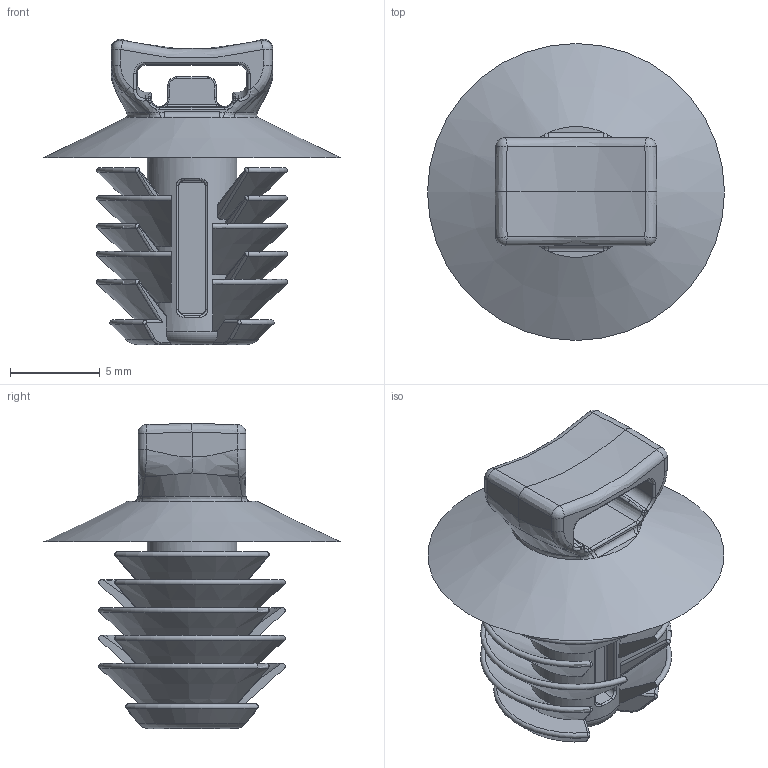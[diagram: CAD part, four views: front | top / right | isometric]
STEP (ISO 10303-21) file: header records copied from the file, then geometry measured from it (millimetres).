
FILE_DESCRIPTION(/* description */ (''),/* implementation_level */ '2;1');
FILE_NAME(/* name */ 'PANDUIT_CUST_PUM_100',/* time_stamp */ '2010-10-04T14:52:18-05:00',/* author */ (''),/* organization */ (''),/* preprocessor_version */ 'ST-DEVELOPER v9',/* originating_system */ 'UGS - NX 3.0',/* authorisation */ '');
FILE_SCHEMA (('CONFIG_CONTROL_DESIGN'));
Length unit declared in the file: millimetre
Products named in the file (1): bwg05EErtsa
Bounding box: 16.5 x 16.5 x 16.96 mm (x, y, z)
Volume: 611 mm3; surface area: 1516.4 mm2
Topology: 1 solids, 1 shells, 327 faces, 780 edges, 460 vertices
Faces by surface type: bspline 132, plane 67, cylinder 61, torus 30, cone 29, sphere 8
Full cylindrical faces by diameter (mm): 5 x1
Entity records: 12890 total; most frequent: CARTESIAN_POINT 6253, ORIENTED_EDGE 1512, DIRECTION 1186, EDGE_CURVE 756, AXIS2_PLACEMENT_3D 513, VERTEX_POINT 448, EDGE_LOOP 346, ADVANCED_FACE 327
